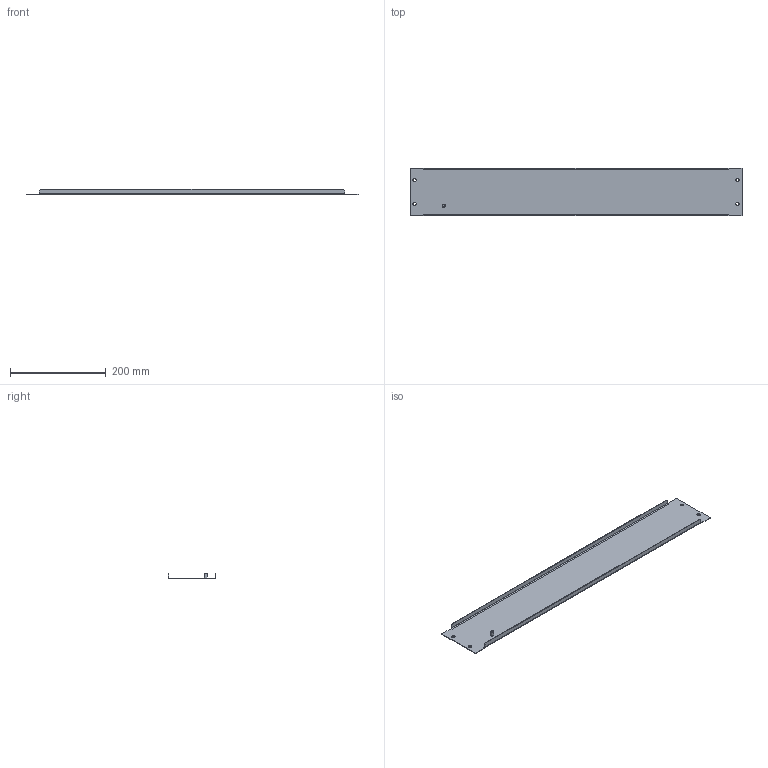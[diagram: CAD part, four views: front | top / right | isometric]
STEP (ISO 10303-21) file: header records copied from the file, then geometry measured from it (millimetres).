
FILE_DESCRIPTION((''),'2;1');
FILE_NAME('TCF1080.stp','2017-02-06T13:26:13',('User'),('SDRC'), 'I-DEAS Master Series 9','UNIX','Yes');
FILE_SCHEMA(('CONFIG_CONTROL_DESIGN', 'GEOMETRIC_VALIDATION_PROPERTIES_MIM','SHAPE_APPEARANCE_LAYER_MIM'));
Length unit declared in the file: millimetre
Assembly tree (2 placements, depth 0):
Bounding box: 695 x 99.5 x 12 mm (x, y, z)
Volume: 98192 mm3; surface area: 165491.4 mm2
Topology: 2 solids, 2 shells, 40 faces, 100 edges, 65 vertices
Faces by surface type: bspline 40
Entity records: 1656 total; most frequent: CARTESIAN_POINT 590, ORIENTED_EDGE 200, EDGE_CURVE 100, QUASI_UNIFORM_CURVE 66, VERTEX_POINT 65, EDGE_LOOP 49, FACE_OUTER_BOUND 40, ADVANCED_FACE 40
